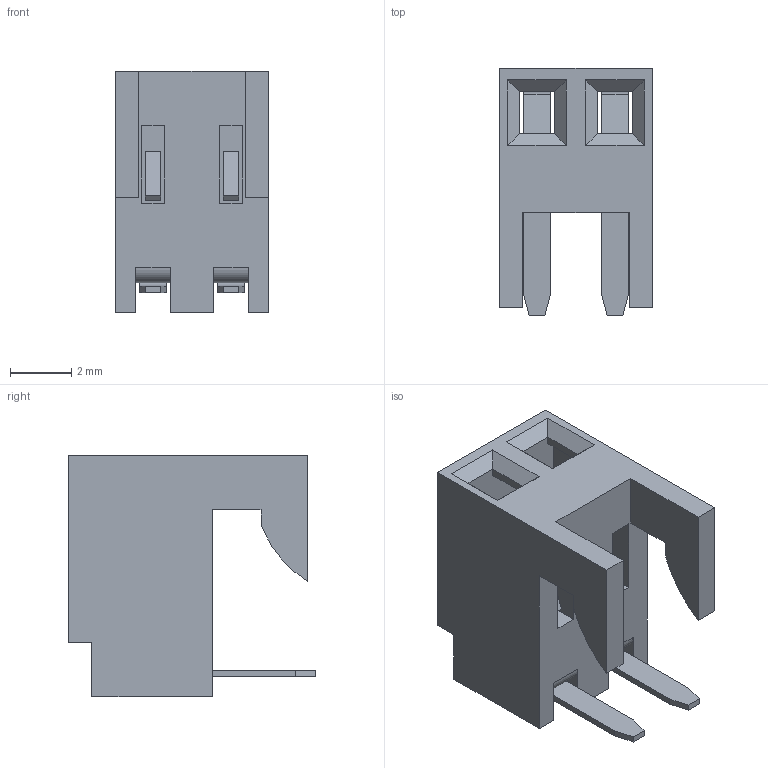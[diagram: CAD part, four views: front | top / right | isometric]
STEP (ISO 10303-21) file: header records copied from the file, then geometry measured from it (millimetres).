
FILE_DESCRIPTION(('STEP AP242'),'1');
FILE_NAME('0022152026.stp','2025-01-31T00:12:44',('TraceParts'),('TraceParts S.A.'),'Spatial InterOp 3D',' ',' ');
FILE_SCHEMA(('AP242_MANAGED_MODEL_BASED_3D_ENGINEERING_MIM_LF {1 0 10303 442 1 1 4}'));
Length unit declared in the file: millimetre
Products named in the file (1): 0022152026_1
Bounding box: 4.98 x 8.05 x 7.87 mm (x, y, z)
Volume: 98.3 mm3; surface area: 407.7 mm2
Topology: 1 solids, 1 shells, 124 faces, 350 edges, 234 vertices
Faces by surface type: plane 94, cylinder 30
Entity records: 4000 total; most frequent: CARTESIAN_POINT 702, ORIENTED_EDGE 692, DIRECTION 666, EDGE_CURVE 346, LINE 286, VECTOR 286, VERTEX_POINT 226, AXIS2_PLACEMENT_3D 190
